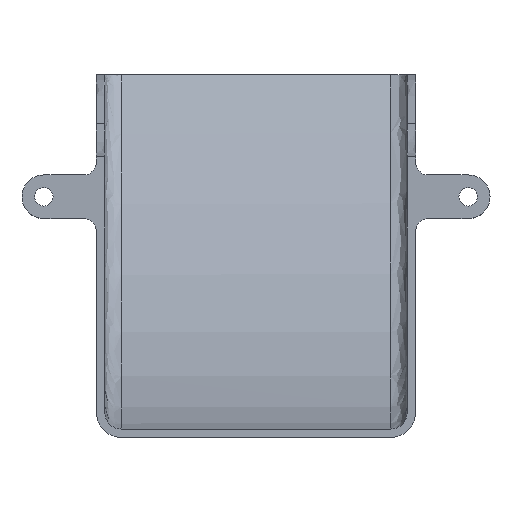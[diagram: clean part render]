
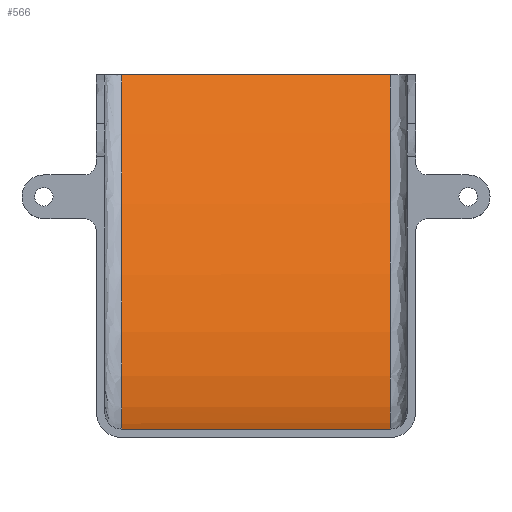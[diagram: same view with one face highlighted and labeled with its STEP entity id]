
A CAD part, top view. The second image highlights one B-rep face of the part: STEP entity #566.
In plain terms, the highlighted free-form (B-spline) face has degree [1, 5] with [2, 15] control points.
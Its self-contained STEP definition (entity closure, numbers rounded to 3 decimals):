
#15=(
BOUNDED_SURFACE()
B_SPLINE_SURFACE(1,5,((#1153,#1154,#1155,#1156,#1157,#1158,#1159,#1160,
#1161,#1162,#1163,#1164,#1165,#1166,#1167),(#1168,#1169,#1170,#1171,#1172,
#1173,#1174,#1175,#1176,#1177,#1178,#1179,#1180,#1181,#1182)),
 .UNSPECIFIED.,.F.,.F.,.F.)
B_SPLINE_SURFACE_WITH_KNOTS((2,2),(6,1,1,1,1,1,1,1,1,1,6),(-6.4,0.),(0.,
0.1,0.2,0.3,0.4,0.5,0.6,0.7,0.8,0.9,1.),.UNSPECIFIED.)
GEOMETRIC_REPRESENTATION_ITEM()
RATIONAL_B_SPLINE_SURFACE(((1.,1.,1.,1.,1.,1.,1.,1.,1.,1.,1.,1.,1.,1.,1.),
(1.,1.,1.,1.,1.,1.,1.,1.,1.,1.,1.,1.,1.,1.,1.)))
REPRESENTATION_ITEM('')
SURFACE()
);
#16=(
BOUNDED_CURVE()
B_SPLINE_CURVE(5,(#1137,#1138,#1139,#1140,#1141,#1142,#1143,#1144,#1145,
#1146,#1147,#1148,#1149,#1150,#1151),.UNSPECIFIED.,.F.,.F.)
B_SPLINE_CURVE_WITH_KNOTS((6,1,1,1,1,1,1,1,1,1,6),(0.,0.1,0.2,0.3,0.4,0.5,
0.6,0.7,0.8,0.9,0.981),.UNSPECIFIED.)
CURVE()
GEOMETRIC_REPRESENTATION_ITEM()
RATIONAL_B_SPLINE_CURVE((1.,1.,1.,1.,1.,1.,1.,1.,1.,1.,1.,1.,1.,1.,1.))
REPRESENTATION_ITEM('')
);
#40=B_SPLINE_CURVE_WITH_KNOTS('',3,(#951,#952,#953,#954,#955,#956),
 .UNSPECIFIED.,.F.,.F.,(4,2,4),(-6.4,-3.2,0.),.UNSPECIFIED.);
#49=B_SPLINE_CURVE_WITH_KNOTS('',3,(#1184,#1185,#1186,#1187,#1188,#1189,
#1190,#1191,#1192,#1193,#1194),.UNSPECIFIED.,.F.,.F.,(4,1,1,1,1,1,1,1,4),
(0.,0.07,0.14,0.28,0.42,
0.561,0.701,0.841,0.981),
 .UNSPECIFIED.);
#88=FACE_OUTER_BOUND('',#120,.T.);
#120=EDGE_LOOP('',(#481,#482,#483,#484));
#165=LINE('',#1195,#204);
#204=VECTOR('',#735,10.);
#269=VERTEX_POINT('',#937);
#270=VERTEX_POINT('',#950);
#278=VERTEX_POINT('',#1136);
#279=VERTEX_POINT('',#1183);
#341=EDGE_CURVE('',#270,#269,#40,.T.);
#354=EDGE_CURVE('',#278,#270,#16,.T.);
#356=EDGE_CURVE('',#279,#269,#49,.T.);
#357=EDGE_CURVE('',#278,#279,#165,.T.);
#481=ORIENTED_EDGE('',*,*,#341,.T.);
#482=ORIENTED_EDGE('',*,*,#356,.F.);
#483=ORIENTED_EDGE('',*,*,#357,.F.);
#484=ORIENTED_EDGE('',*,*,#354,.T.);
#566=ADVANCED_FACE('',(#88),#15,.T.);
#735=DIRECTION('',(-1.,0.,0.));
#937=CARTESIAN_POINT('',(-32.,84.586,-158.59));
#950=CARTESIAN_POINT('',(32.,84.586,-158.59));
#951=CARTESIAN_POINT('Ctrl Pts',(32.,84.586,-158.59));
#952=CARTESIAN_POINT('Ctrl Pts',(21.333,84.586,-158.59));
#953=CARTESIAN_POINT('Ctrl Pts',(10.667,84.586,-158.59));
#954=CARTESIAN_POINT('Ctrl Pts',(-10.667,84.586,-158.59));
#955=CARTESIAN_POINT('Ctrl Pts',(-21.333,84.586,-158.59));
#956=CARTESIAN_POINT('Ctrl Pts',(-32.,84.586,-158.59));
#1136=CARTESIAN_POINT('',(32.,0.,0.));
#1137=CARTESIAN_POINT('Ctrl Pts',(32.,0.,0.));
#1138=CARTESIAN_POINT('Ctrl Pts',(32.,0.,-5.483));
#1139=CARTESIAN_POINT('Ctrl Pts',(32.,0.392,-16.216));
#1140=CARTESIAN_POINT('Ctrl Pts',(32.,2.157,-31.622));
#1141=CARTESIAN_POINT('Ctrl Pts',(32.,6.723,-50.772));
#1142=CARTESIAN_POINT('Ctrl Pts',(32.,15.356,-72.356));
#1143=CARTESIAN_POINT('Ctrl Pts',(32.,25.939,-91.519));
#1144=CARTESIAN_POINT('Ctrl Pts',(32.,37.455,-108.189));
#1145=CARTESIAN_POINT('Ctrl Pts',(32.,48.984,-122.355));
#1146=CARTESIAN_POINT('Ctrl Pts',(32.,59.822,-134.146));
#1147=CARTESIAN_POINT('Ctrl Pts',(32.,69.278,-143.629));
#1148=CARTESIAN_POINT('Ctrl Pts',(32.,76.006,-150.158));
#1149=CARTESIAN_POINT('Ctrl Pts',(32.,80.579,-154.624));
#1150=CARTESIAN_POINT('Ctrl Pts',(32.,83.369,-157.38));
#1151=CARTESIAN_POINT('Ctrl Pts',(32.,84.586,-158.59));
#1153=CARTESIAN_POINT('Ctrl Pts',(-32.,0.,0.));
#1154=CARTESIAN_POINT('Ctrl Pts',(-32.,0.,-5.483));
#1155=CARTESIAN_POINT('Ctrl Pts',(-32.,0.392,-16.216));
#1156=CARTESIAN_POINT('Ctrl Pts',(-32.,2.157,-31.622));
#1157=CARTESIAN_POINT('Ctrl Pts',(-32.,6.723,-50.772));
#1158=CARTESIAN_POINT('Ctrl Pts',(-32.,15.356,-72.356));
#1159=CARTESIAN_POINT('Ctrl Pts',(-32.,25.939,-91.519));
#1160=CARTESIAN_POINT('Ctrl Pts',(-32.,37.455,-108.189));
#1161=CARTESIAN_POINT('Ctrl Pts',(-32.,48.984,-122.355));
#1162=CARTESIAN_POINT('Ctrl Pts',(-32.,59.822,-134.146));
#1163=CARTESIAN_POINT('Ctrl Pts',(-32.,69.652,-144.004));
#1164=CARTESIAN_POINT('Ctrl Pts',(-32.,76.677,-150.809));
#1165=CARTESIAN_POINT('Ctrl Pts',(-32.,81.503,-155.527));
#1166=CARTESIAN_POINT('Ctrl Pts',(-32.,84.532,-158.532));
#1167=CARTESIAN_POINT('Ctrl Pts',(-32.,86.,-160.));
#1168=CARTESIAN_POINT('Ctrl Pts',(32.,0.,0.));
#1169=CARTESIAN_POINT('Ctrl Pts',(32.,0.,-5.483));
#1170=CARTESIAN_POINT('Ctrl Pts',(32.,0.392,-16.216));
#1171=CARTESIAN_POINT('Ctrl Pts',(32.,2.157,-31.622));
#1172=CARTESIAN_POINT('Ctrl Pts',(32.,6.723,-50.772));
#1173=CARTESIAN_POINT('Ctrl Pts',(32.,15.356,-72.356));
#1174=CARTESIAN_POINT('Ctrl Pts',(32.,25.939,-91.519));
#1175=CARTESIAN_POINT('Ctrl Pts',(32.,37.455,-108.189));
#1176=CARTESIAN_POINT('Ctrl Pts',(32.,48.984,-122.355));
#1177=CARTESIAN_POINT('Ctrl Pts',(32.,59.822,-134.146));
#1178=CARTESIAN_POINT('Ctrl Pts',(32.,69.652,-144.004));
#1179=CARTESIAN_POINT('Ctrl Pts',(32.,76.677,-150.809));
#1180=CARTESIAN_POINT('Ctrl Pts',(32.,81.503,-155.527));
#1181=CARTESIAN_POINT('Ctrl Pts',(32.,84.532,-158.532));
#1182=CARTESIAN_POINT('Ctrl Pts',(32.,86.,-160.));
#1183=CARTESIAN_POINT('',(-32.,0.,0.));
#1184=CARTESIAN_POINT('Ctrl Pts',(-32.,0.,0.));
#1185=CARTESIAN_POINT('Ctrl Pts',(-32.,0.,-6.403));
#1186=CARTESIAN_POINT('Ctrl Pts',(-32.,0.648,-18.829));
#1187=CARTESIAN_POINT('Ctrl Pts',(-32.,4.414,-42.164));
#1188=CARTESIAN_POINT('Ctrl Pts',(-32.,13.297,-68.475));
#1189=CARTESIAN_POINT('Ctrl Pts',(-32.,28.189,-95.319));
#1190=CARTESIAN_POINT('Ctrl Pts',(-32.,44.528,-117.258));
#1191=CARTESIAN_POINT('Ctrl Pts',(-32.,59.973,-134.372));
#1192=CARTESIAN_POINT('Ctrl Pts',(-32.,73.441,-147.692));
#1193=CARTESIAN_POINT('Ctrl Pts',(-32.,81.074,-155.1));
#1194=CARTESIAN_POINT('Ctrl Pts',(-32.,84.586,-158.59));
#1195=CARTESIAN_POINT('',(32.,0.,0.));
